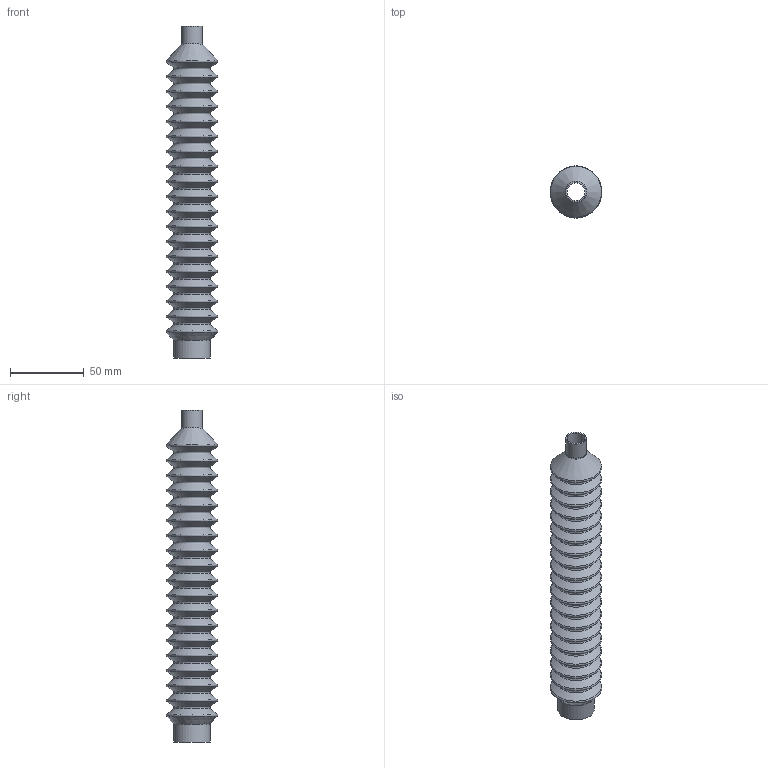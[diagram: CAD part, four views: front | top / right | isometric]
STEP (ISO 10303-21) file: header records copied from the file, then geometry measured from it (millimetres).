
FILE_DESCRIPTION(/* description */ (''),/* implementation_level */ '2;1');
FILE_NAME(/* name */ '',/* time_stamp */ '2024-05-24T10:58:17+09:00',/* author */ (''),/* organization */ (''),/* preprocessor_version */ 'ST-DEVELOPER v20',/* originating_system */ 'Autodesk Translation Framework v13.14.0.145',/* authorisation */ '');
FILE_SCHEMA (('AUTOMOTIVE_DESIGN { 1 0 10303 214 3 1 1 }'));
Length unit declared in the file: millimetre
Products named in the file (1): 자바라 3번
Bounding box: 35.08 x 35.08 x 225 mm (x, y, z)
Volume: 29799.8 mm3; surface area: 54906.1 mm2
Topology: 1 solids, 1 shells, 140 faces, 278 edges, 140 vertices
Faces by surface type: cone 76, torus 58, cylinder 4, plane 2
Full cylindrical faces by diameter (mm): 12 x1, 14 x1, 23 x1, 25 x1
Entity records: 3596 total; most frequent: DIRECTION 758, CARTESIAN_POINT 559, ORIENTED_EDGE 556, AXIS2_PLACEMENT_3D 339, EDGE_CURVE 278, CIRCLE 198, EDGE_LOOP 142, FACE_OUTER_BOUND 140
